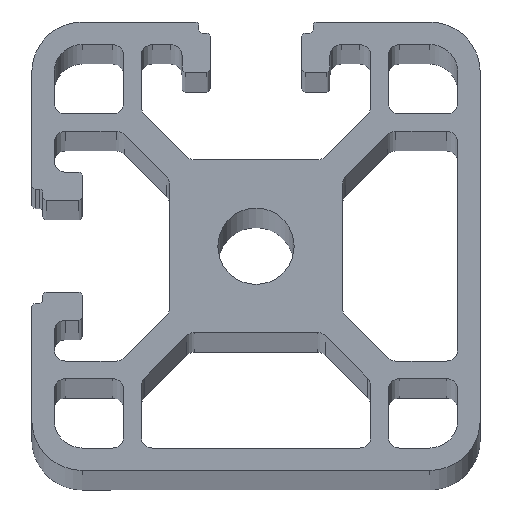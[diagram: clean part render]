
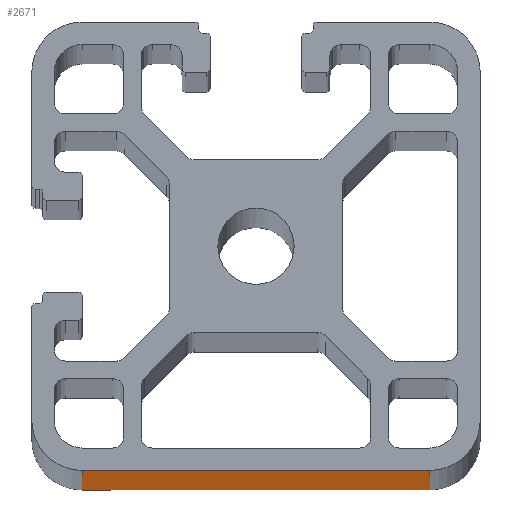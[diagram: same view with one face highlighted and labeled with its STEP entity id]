
A CAD part, top view. The second image highlights one B-rep face of the part: STEP entity #2671.
In plain terms, the highlighted planar face has unit normal (0, -1, 0).
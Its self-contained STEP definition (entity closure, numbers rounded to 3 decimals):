
#79 = VERTEX_POINT ( 'NONE', #3464 ) ;
#153 = CARTESIAN_POINT ( 'NONE',  ( -15.5, -20., 1000. ) ) ;
#201 = PLANE ( 'NONE',  #2162 ) ;
#205 = LINE ( 'NONE', #153, #1337 ) ;
#513 = VECTOR ( 'NONE', #1480, 1000. ) ;
#697 = EDGE_CURVE ( 'NONE', #1743, #79, #205, .T. ) ;
#811 = DIRECTION ( 'NONE',  ( -1., 0., 0. ) ) ;
#842 = VERTEX_POINT ( 'NONE', #2470 ) ;
#1248 = FACE_OUTER_BOUND ( 'NONE', #4099, .T. ) ;
#1337 = VECTOR ( 'NONE', #4211, 1000. ) ;
#1349 = EDGE_CURVE ( 'NONE', #4193, #79, #4016, .T. ) ;
#1480 = DIRECTION ( 'NONE',  ( 0., 0., -1. ) ) ;
#1485 = CARTESIAN_POINT ( 'NONE',  ( 15.5, -20., 0. ) ) ;
#1743 = VERTEX_POINT ( 'NONE', #4427 ) ;
#1858 = LINE ( 'NONE', #4823, #513 ) ;
#1860 = ORIENTED_EDGE ( 'NONE', *, *, #1349, .F. ) ;
#1987 = CARTESIAN_POINT ( 'NONE',  ( 0., -20., 1000. ) ) ;
#2130 = EDGE_CURVE ( 'NONE', #842, #4193, #1858, .T. ) ;
#2162 = AXIS2_PLACEMENT_3D ( 'NONE', #1987, #3082, #3188 ) ;
#2180 = CARTESIAN_POINT ( 'NONE',  ( 0., -20., 0. ) ) ;
#2470 = CARTESIAN_POINT ( 'NONE',  ( 15.5, -20., 1000. ) ) ;
#2591 = DIRECTION ( 'NONE',  ( -1., 0., 0. ) ) ;
#2659 = ORIENTED_EDGE ( 'NONE', *, *, #697, .T. ) ;
#2669 = LINE ( 'NONE', #4140, #3529 ) ;
#2671 = ADVANCED_FACE ( 'NONE', ( #1248 ), #201, .T. ) ;
#3082 = DIRECTION ( 'NONE',  ( 0., -1., 0. ) ) ;
#3188 = DIRECTION ( 'NONE',  ( 1., 0., 0. ) ) ;
#3393 = EDGE_CURVE ( 'NONE', #842, #1743, #2669, .T. ) ;
#3464 = CARTESIAN_POINT ( 'NONE',  ( -15.5, -20., 0. ) ) ;
#3529 = VECTOR ( 'NONE', #811, 1000. ) ;
#4016 = LINE ( 'NONE', #2180, #4203 ) ;
#4027 = ORIENTED_EDGE ( 'NONE', *, *, #2130, .F. ) ;
#4099 = EDGE_LOOP ( 'NONE', ( #1860, #4027, #4671, #2659 ) ) ;
#4140 = CARTESIAN_POINT ( 'NONE',  ( 0., -20., 1000. ) ) ;
#4193 = VERTEX_POINT ( 'NONE', #1485 ) ;
#4203 = VECTOR ( 'NONE', #2591, 1000. ) ;
#4211 = DIRECTION ( 'NONE',  ( 0., 0., -1. ) ) ;
#4427 = CARTESIAN_POINT ( 'NONE',  ( -15.5, -20., 1000. ) ) ;
#4671 = ORIENTED_EDGE ( 'NONE', *, *, #3393, .T. ) ;
#4823 = CARTESIAN_POINT ( 'NONE',  ( 15.5, -20., 1000. ) ) ;
